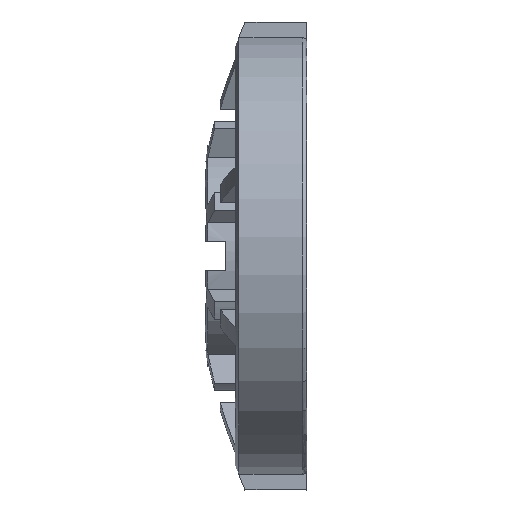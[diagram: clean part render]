
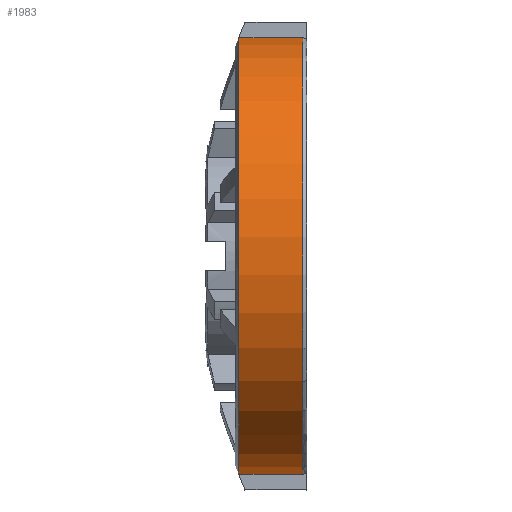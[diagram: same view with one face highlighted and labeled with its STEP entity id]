
A CAD part, left-side view. The second image highlights one B-rep face of the part: STEP entity #1983.
In plain terms, the highlighted cylindrical face has radius 16.75 mm (diameter 33.5 mm), a partial arc.
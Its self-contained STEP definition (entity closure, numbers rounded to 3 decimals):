
#24=CYLINDRICAL_SURFACE('',#2145,16.75);
#80=FACE_OUTER_BOUND('',#172,.T.);
#172=EDGE_LOOP('',(#1422,#1423,#1424,#1425));
#302=CIRCLE('',#2143,16.75);
#304=CIRCLE('',#2146,16.75);
#434=LINE('',#3173,#620);
#435=LINE('',#3176,#621);
#620=VECTOR('',#2501,10.);
#621=VECTOR('',#2504,10.);
#844=VERTEX_POINT('',#3146);
#845=VERTEX_POINT('',#3157);
#847=VERTEX_POINT('',#3172);
#848=VERTEX_POINT('',#3174);
#1073=EDGE_CURVE('',#844,#845,#302,.T.);
#1076=EDGE_CURVE('',#844,#847,#434,.F.);
#1077=EDGE_CURVE('',#847,#848,#304,.T.);
#1078=EDGE_CURVE('',#848,#845,#435,.F.);
#1422=ORIENTED_EDGE('',*,*,#1073,.F.);
#1423=ORIENTED_EDGE('',*,*,#1076,.T.);
#1424=ORIENTED_EDGE('',*,*,#1077,.T.);
#1425=ORIENTED_EDGE('',*,*,#1078,.T.);
#1983=ADVANCED_FACE('',(#80),#24,.T.);
#2143=AXIS2_PLACEMENT_3D('',#3158,#2495,#2496);
#2145=AXIS2_PLACEMENT_3D('',#3171,#2499,#2500);
#2146=AXIS2_PLACEMENT_3D('',#3175,#2502,#2503);
#2495=DIRECTION('center_axis',(0.,-1.,0.));
#2496=DIRECTION('ref_axis',(-1.,0.,0.));
#2499=DIRECTION('center_axis',(0.,1.,0.));
#2500=DIRECTION('ref_axis',(-1.,0.,0.));
#2501=DIRECTION('',(0.,-1.,0.));
#2502=DIRECTION('center_axis',(0.,-1.,0.));
#2503=DIRECTION('ref_axis',(0.423,0.,-0.906));
#2504=DIRECTION('',(0.,1.,0.));
#3146=CARTESIAN_POINT('',(-1.5,38.3,16.683));
#3157=CARTESIAN_POINT('',(-1.5,38.3,-16.683));
#3158=CARTESIAN_POINT('Origin',(0.,38.3,0.));
#3171=CARTESIAN_POINT('Origin',(0.,38.,0.));
#3172=CARTESIAN_POINT('',(-1.5,43.191,16.683));
#3173=CARTESIAN_POINT('',(-1.5,38.,16.683));
#3174=CARTESIAN_POINT('',(-1.5,43.191,-16.683));
#3175=CARTESIAN_POINT('Origin',(0.,43.191,0.));
#3176=CARTESIAN_POINT('',(-1.5,38.,-16.683));
